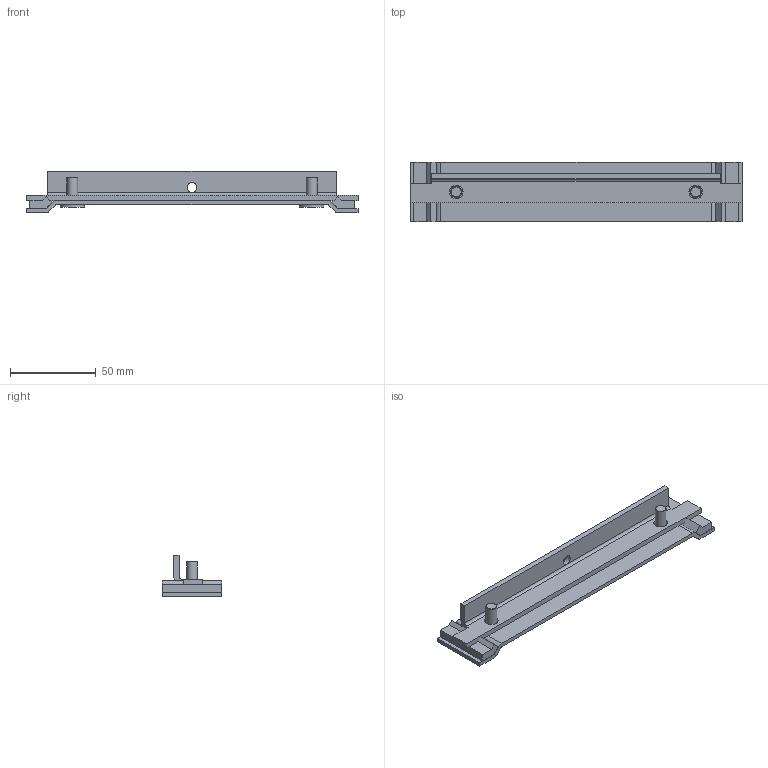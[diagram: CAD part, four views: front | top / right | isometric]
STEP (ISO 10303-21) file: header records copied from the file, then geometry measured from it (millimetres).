
FILE_DESCRIPTION (( 'STEP AP203' ), '1' );
FILE_NAME ('1485ES9.step', '2020-11-19T14:41:46', ( 'ADC123' ), ( 'Microsoft' ), 'SwSTEP 2.0', 'SolidWorks 2019', '' );
FILE_SCHEMA (( 'CONFIG_CONTROL_DESIGN' ));
Length unit declared in the file: inch
Products named in the file (1): 1485ES9
Bounding box: 193.68 x 34.92 x 24.27 mm (x, y, z)
Volume: 38433 mm3; surface area: 30873.8 mm2
Topology: 6 solids, 6 shells, 71 faces, 169 edges, 112 vertices
Faces by surface type: plane 48, cylinder 21, cone 2
Full cylindrical faces by diameter (mm): 4.763 x2, 5.7 x1, 6.35 x2, 6.731 x2, 7.938 x2, 14.288 x2
Entity records: 2083 total; most frequent: DIRECTION 344, CARTESIAN_POINT 340, ORIENTED_EDGE 312, EDGE_CURVE 156, AXIS2_PLACEMENT_3D 116, VECTOR 112, LINE 112, VERTEX_POINT 112
